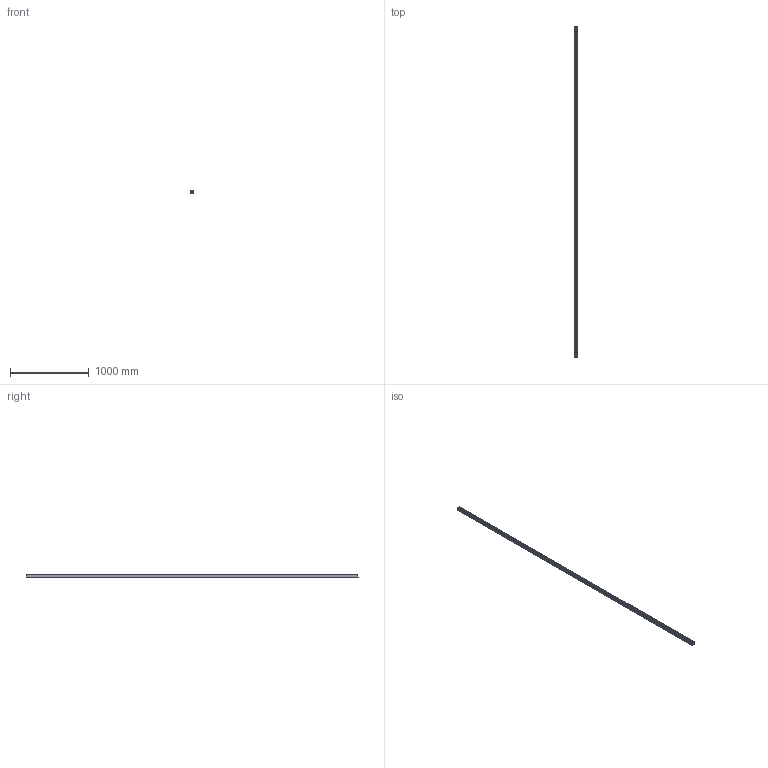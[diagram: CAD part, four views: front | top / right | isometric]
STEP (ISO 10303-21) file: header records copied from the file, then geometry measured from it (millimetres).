
FILE_DESCRIPTION(/* description */ ('This is a sample STEP configuration'),/* implementation_level */ '2;1');
FILE_NAME(/* name */ '577-01106xxxxxxx _Simple.ipt_Rev_00.2.stp',/* time_stamp */ '2021-02-06T15:57:32+01:00',/* author */ ('powerJobs'),/* organization */ ('coolOrange'),/* preprocessor_version */ 'ST-DEVELOPER v18.1',/* originating_system */ 'Autodesk Inventor 2020',/* authorisation */ '');
FILE_SCHEMA (('AUTOMOTIVE_DESIGN { 1 0 10303 214 3 1 1 }'));
Length unit declared in the file: millimetre
Products named in the file (1): ENG000019615
Bounding box: 44 x 4221.4 x 35 mm (x, y, z)
Volume: 1337524.9 mm3; surface area: 1866191.1 mm2
Topology: 5 solids, 5 shells, 583 faces, 1511 edges, 952 vertices
Faces by surface type: cylinder 275, plane 200, torus 32, bspline 32, cone 24, sphere 20
Full cylindrical faces by diameter (mm): 4.5 x5, 13.5 x2, 20 x2, 24 x2
Entity records: 19149 total; most frequent: CARTESIAN_POINT 4425, DIRECTION 3243, ORIENTED_EDGE 3022, EDGE_CURVE 1511, AXIS2_PLACEMENT_3D 1216, VERTEX_POINT 952, LINE 811, VECTOR 811
